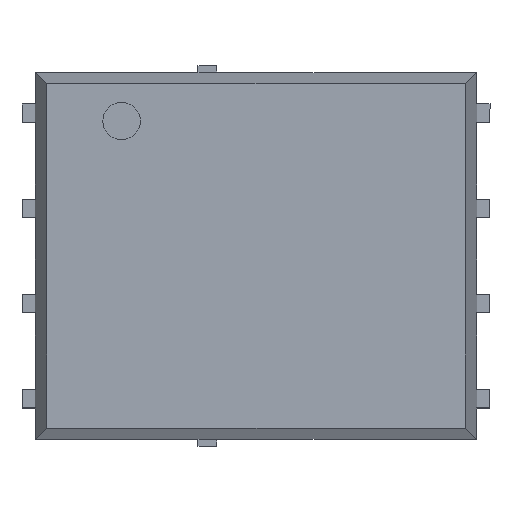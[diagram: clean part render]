
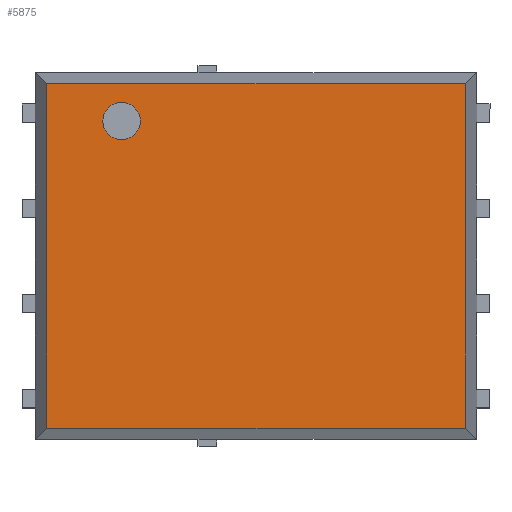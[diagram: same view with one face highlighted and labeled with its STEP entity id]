
A CAD part, top view. The second image highlights one B-rep face of the part: STEP entity #5875.
In plain terms, the highlighted planar face has unit normal (0, 0, 1).
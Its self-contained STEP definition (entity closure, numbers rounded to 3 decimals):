
#3192=CARTESIAN_POINT('',(-1.545,1.8,1.12));
#3193=VERTEX_POINT('',#3192);
#3202=CARTESIAN_POINT('',(-2.045,1.8,1.12));
#3203=VERTEX_POINT('',#3202);
#3204=CARTESIAN_POINT('',(-1.795,1.8,1.12));
#3205=DIRECTION('',(0.0,0.0,-1.0));
#3206=DIRECTION('',(1.0,0.0,0.0));
#3207=AXIS2_PLACEMENT_3D('',#3204,#3205,#3206);
#3208=CIRCLE('',#3207,0.25);
#3209=EDGE_CURVE('',#3203,#3193,#3208,.T.);
#3243=CARTESIAN_POINT('',(-1.795,1.8,1.12));
#3244=DIRECTION('',(0.0,0.0,-1.0));
#3245=DIRECTION('',(1.0,0.0,0.0));
#3246=AXIS2_PLACEMENT_3D('',#3243,#3244,#3245);
#3247=CIRCLE('',#3246,0.25);
#3248=EDGE_CURVE('',#3193,#3203,#3247,.T.);
#5720=CARTESIAN_POINT('',(2.795,2.3,1.12));
#5721=VERTEX_POINT('',#5720);
#5722=CARTESIAN_POINT('',(2.795,-2.3,1.12));
#5723=VERTEX_POINT('',#5722);
#5724=CARTESIAN_POINT('',(2.795,2.3,1.12));
#5725=DIRECTION('',(0.0,-1.0,0.0));
#5726=VECTOR('',#5725,4.6);
#5727=LINE('',#5724,#5726);
#5728=EDGE_CURVE('',#5721,#5723,#5727,.T.);
#5764=CARTESIAN_POINT('',(-2.795,-2.3,1.12));
#5765=VERTEX_POINT('',#5764);
#5766=CARTESIAN_POINT('',(2.795,-2.3,1.12));
#5767=DIRECTION('',(-1.0,0.0,0.0));
#5768=VECTOR('',#5767,5.59);
#5769=LINE('',#5766,#5768);
#5770=EDGE_CURVE('',#5723,#5765,#5769,.T.);
#5797=CARTESIAN_POINT('',(-2.795,2.3,1.12));
#5798=VERTEX_POINT('',#5797);
#5799=CARTESIAN_POINT('',(-2.795,-2.3,1.12));
#5800=DIRECTION('',(0.0,1.0,0.0));
#5801=VECTOR('',#5800,4.6);
#5802=LINE('',#5799,#5801);
#5803=EDGE_CURVE('',#5765,#5798,#5802,.T.);
#5834=CARTESIAN_POINT('',(-2.795,2.3,1.12));
#5835=DIRECTION('',(1.0,0.0,0.0));
#5836=VECTOR('',#5835,5.59);
#5837=LINE('',#5834,#5836);
#5838=EDGE_CURVE('',#5798,#5721,#5837,.T.);
#5860=CARTESIAN_POINT('',(0.,0.,1.12));
#5861=DIRECTION('',(0.0,0.0,1.0));
#5862=DIRECTION('',(-1.0,0.0,0.0));
#5863=AXIS2_PLACEMENT_3D('',#5860,#5861,#5862);
#5864=PLANE('',#5863);
#5865=ORIENTED_EDGE('',*,*,#5728,.F.);
#5866=ORIENTED_EDGE('',*,*,#5838,.F.);
#5867=ORIENTED_EDGE('',*,*,#5803,.F.);
#5868=ORIENTED_EDGE('',*,*,#5770,.F.);
#5869=EDGE_LOOP('',(#5865,#5866,#5867,#5868));
#5870=FACE_OUTER_BOUND('',#5869,.T.);
#5871=ORIENTED_EDGE('',*,*,#3248,.T.);
#5872=ORIENTED_EDGE('',*,*,#3209,.T.);
#5873=EDGE_LOOP('',(#5871,#5872));
#5874=FACE_BOUND('',#5873,.T.);
#5875=ADVANCED_FACE('',(#5870,#5874),#5864,.T.);
